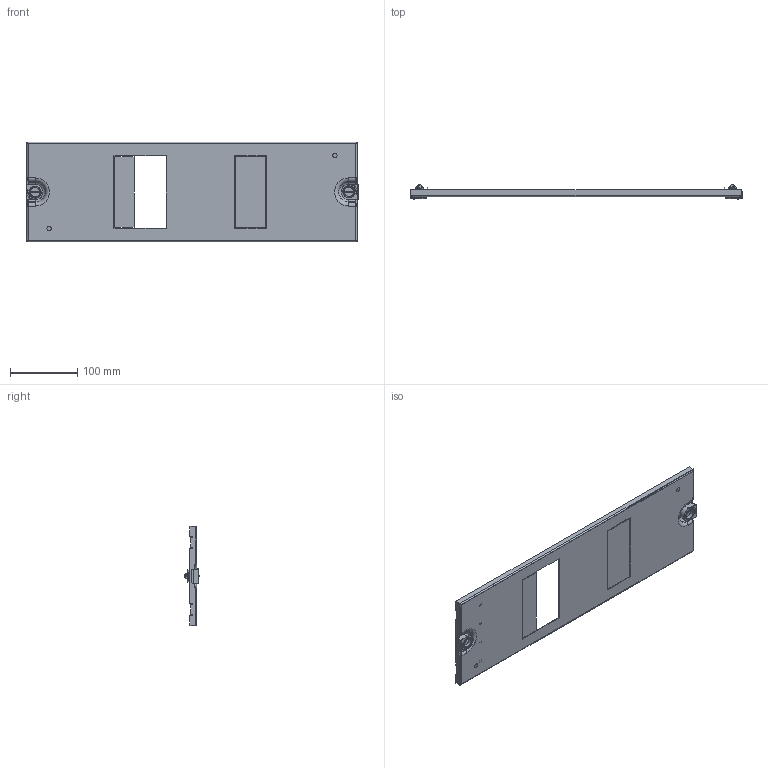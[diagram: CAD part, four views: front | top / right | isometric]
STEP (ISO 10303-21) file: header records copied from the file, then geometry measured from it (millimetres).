
FILE_DESCRIPTION(/* description */ (''),/* implementation_level */ '2;1');
FILE_NAME(/* name */ '8PQ2015-6BA30_v.stp',/* time_stamp */ '2018-09-11T10:01:08+02:00',/* author */ (''),/* organization */ (''),/* preprocessor_version */ 'ST-DEVELOPER v16.7',/* originating_system */ 'SIEMENS PLM Software NX 12.0',/* authorisation */ '');
FILE_SCHEMA (('AUTOMOTIVE_DESIGN { 1 0 10303 214 3 1 1 1 }'));
Length unit declared in the file: millimetre
Products named in the file (1): 8PQ2015-6BA30_step
Bounding box: 494.8 x 21.1 x 149 mm (x, y, z)
Volume: 87268.6 mm3; surface area: 166419.9 mm2
Topology: 1 solids, 1 shells, 739 faces, 1973 edges, 1232 vertices
Faces by surface type: plane 431, cylinder 176, bspline 48, torus 40, sphere 24, cone 20
Full cylindrical faces by diameter (mm): 6 x2, 6.6 x4, 8 x2, 8.2 x2, 13.9 x2, 16.9 x2, 17 x2
Entity records: 29380 total; most frequent: CARTESIAN_POINT 8166, ORIENTED_EDGE 3850, DIRECTION 3603, EDGE_CURVE 1925, LINE 1299, VECTOR 1299, VERTEX_POINT 1224, AXIS2_PLACEMENT_3D 1152
